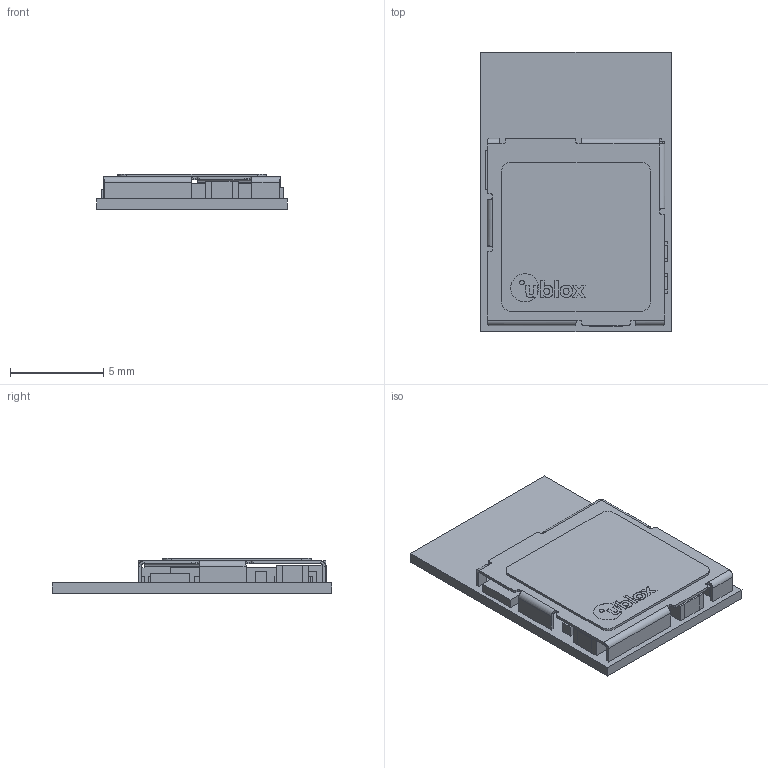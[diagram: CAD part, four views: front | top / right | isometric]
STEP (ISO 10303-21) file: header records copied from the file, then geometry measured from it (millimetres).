
FILE_DESCRIPTION (( 'STEP AP214' ), '1' );
FILE_NAME ('BMD-340.STEP', '2020-06-10T23:00:34', ( '' ), ( '' ), 'SwSTEP 2.0', 'SolidWorks 2017', '' );
FILE_SCHEMA (( 'AUTOMOTIVE_DESIGN' ));
Length unit declared in the file: millimetre
Products named in the file (67): 6568142352; label_8x8; logo_x_4mm; logo_b_4mm; C14; C6; C17; Extruded_10; C13; Free-Models; C16; logo_o_4mm; C2; 6568143632; C12; C1; logo_l_4mm; L4; C8; Extruded_8; logo_full_4mm; pcb_1500_1020_056; Extruded_7; L5; Extruded_3; C3; logo_u_4mm; Extruded_6; 6568144272; 6568133472; C9; 6568136032; L3; 6568136432; Extruded_9; 6568143232; 6568142672; C10; Extruded_5; BMD-340 ...
Assembly tree (126 placements, depth 4):
  BMD-340
    L4
      6568143232  x2
        Extruded
      6568133472
        Extruded_2
    C12
      6568143232  x2
        Extruded
      6568142672
        Extruded_3
    L5
      6568999440  x2
        Extruded_4
      6568999040
        Extruded_5
    C18
      6568142352  x2
        Extruded_6
      6568142672
        Extruded_3
    C16
      6568143232  x2
        Extruded
      6568142672
        Extruded_3
    C17
      6568136432  x2
        Extruded_7
      6568136032
        Extruded_8
    C15
      6568136432  x2
        Extruded_7
      6568136032
        Extruded_8
    C14
      6568144272  x2
        Extruded_9
      6568143632
        Extruded_10
    C13
      6568144272  x2
        Extruded_9
      6568143632
        Extruded_10
    X1
      6569000480
        Extruded_11
    C8
      6568142352  x2
        Extruded_6
      6568142672
        Extruded_3
    U1
      6569000720
        Extruded_12
    L2
      6569000240  x2
        Extruded_13
Bounding box: 10.2 x 15 x 1.91 mm (x, y, z)
Volume: 161 mm3; surface area: 945.8 mm2
Topology: 150 solids, 150 shells, 1337 faces, 3067 edges, 2030 vertices
Faces by surface type: plane 970, cylinder 302, bspline 65
Entity records: 34325 total; most frequent: CARTESIAN_POINT 6361, DIRECTION 4969, ORIENTED_EDGE 4694, EDGE_CURVE 2347, AXIS2_PLACEMENT_3D 1668, LINE 1633, VECTOR 1633, VERTEX_POINT 1550
